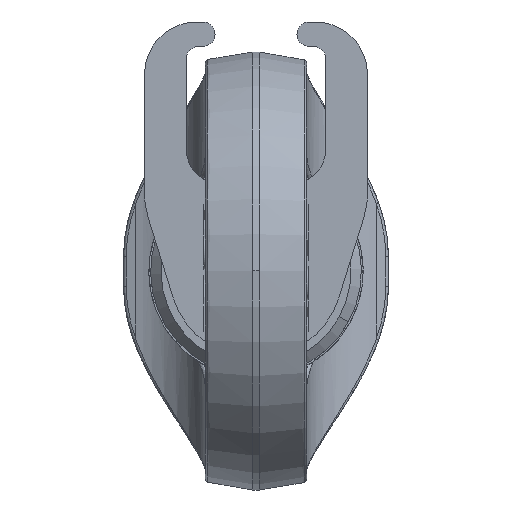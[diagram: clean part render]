
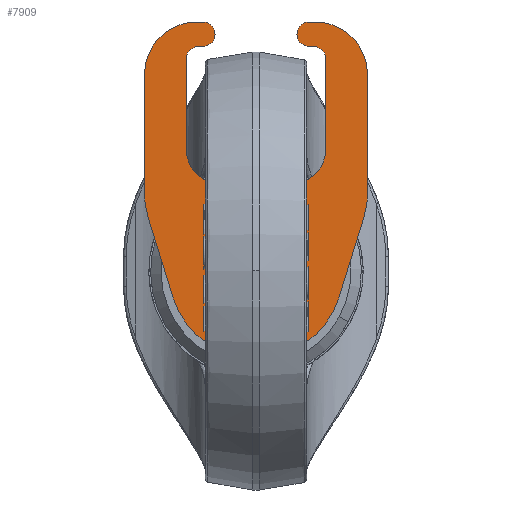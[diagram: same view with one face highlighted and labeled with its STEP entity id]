
A CAD part, top view. The second image highlights one B-rep face of the part: STEP entity #7909.
In plain terms, the highlighted planar face has unit normal (0, 0, 1).
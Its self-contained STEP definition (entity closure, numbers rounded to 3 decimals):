
#7341=CARTESIAN_POINT('Vertex',(32.,56.5,-15.8)) ;
#7355=CARTESIAN_POINT('Vertex',(17.,71.5,-15.8)) ;
#7358=CARTESIAN_POINT('Axis2P3D Location',(17.,56.5,-15.8)) ;
#7381=CARTESIAN_POINT('Vertex',(32.,22.605,-15.8)) ;
#7389=CARTESIAN_POINT('Line Origine',(32.,39.553,-15.8)) ;
#7734=CARTESIAN_POINT('Vertex',(15.25,71.5,-15.8)) ;
#7737=CARTESIAN_POINT('Line Origine',(16.125,71.5,-15.8)) ;
#7749=CARTESIAN_POINT('Axis2P3D Location',(0.,0.,-15.8)) ;
#7754=CARTESIAN_POINT('Axis2P3D Location',(15.25,68.,-15.8)) ;
#7758=CARTESIAN_POINT('Vertex',(15.25,64.5,-15.8)) ;
#7761=CARTESIAN_POINT('Line Origine',(15.875,64.5,-15.8)) ;
#7765=CARTESIAN_POINT('Vertex',(16.5,64.5,-15.8)) ;
#7768=CARTESIAN_POINT('Axis2P3D Location',(16.5,61.,-15.8)) ;
#7772=CARTESIAN_POINT('Vertex',(20.,61.,-15.8)) ;
#7775=CARTESIAN_POINT('Line Origine',(20.,48.,-15.8)) ;
#7779=CARTESIAN_POINT('Vertex',(20.,35.,-15.8)) ;
#7782=CARTESIAN_POINT('Axis2P3D Location',(10.,35.,-15.8)) ;
#7786=CARTESIAN_POINT('Vertex',(10.,25.,-15.8)) ;
#7789=CARTESIAN_POINT('Line Origine',(0.,25.,-15.8)) ;
#7793=CARTESIAN_POINT('Vertex',(-10.,25.,-15.8)) ;
#7796=CARTESIAN_POINT('Axis2P3D Location',(-10.,35.,-15.8)) ;
#7800=CARTESIAN_POINT('Vertex',(-20.,35.,-15.8)) ;
#7803=CARTESIAN_POINT('Line Origine',(-20.,48.,-15.8)) ;
#7807=CARTESIAN_POINT('Vertex',(-20.,61.,-15.8)) ;
#7810=CARTESIAN_POINT('Axis2P3D Location',(-16.5,61.,-15.8)) ;
#7814=CARTESIAN_POINT('Vertex',(-16.5,64.5,-15.8)) ;
#7817=CARTESIAN_POINT('Line Origine',(-15.875,64.5,-15.8)) ;
#7821=CARTESIAN_POINT('Vertex',(-15.25,64.5,-15.8)) ;
#7824=CARTESIAN_POINT('Axis2P3D Location',(-15.25,68.,-15.8)) ;
#7828=CARTESIAN_POINT('Vertex',(-15.25,71.5,-15.8)) ;
#7831=CARTESIAN_POINT('Line Origine',(-16.125,71.5,-15.8)) ;
#7835=CARTESIAN_POINT('Vertex',(-17.,71.5,-15.8)) ;
#7838=CARTESIAN_POINT('Axis2P3D Location',(-17.,56.5,-15.8)) ;
#7842=CARTESIAN_POINT('Vertex',(-32.,56.5,-15.8)) ;
#7845=CARTESIAN_POINT('Line Origine',(-32.,39.553,-15.8)) ;
#7849=CARTESIAN_POINT('Vertex',(-32.,22.605,-15.8)) ;
#7852=CARTESIAN_POINT('Axis2P3D Location',(-7.,22.605,-15.8)) ;
#7856=CARTESIAN_POINT('Vertex',(-30.881,15.21,-15.8)) ;
#7859=CARTESIAN_POINT('Line Origine',(-27.381,3.908,-15.8)) ;
#7863=CARTESIAN_POINT('Vertex',(-23.881,-7.395,-15.8)) ;
#7866=CARTESIAN_POINT('Axis2P3D Location',(0.,0.,-15.8)) ;
#7870=CARTESIAN_POINT('Vertex',(23.881,-7.395,-15.8)) ;
#7873=CARTESIAN_POINT('Line Origine',(27.381,3.908,-15.8)) ;
#7877=CARTESIAN_POINT('Vertex',(30.881,15.21,-15.8)) ;
#7880=CARTESIAN_POINT('Axis2P3D Location',(7.,22.605,-15.8)) ;
#7359=DIRECTION('Axis2P3D Direction',(0.,0.,1.)) ;
#7390=DIRECTION('Vector Direction',(0.,1.,0.)) ;
#7738=DIRECTION('Vector Direction',(-1.,0.,0.)) ;
#7750=DIRECTION('Axis2P3D Direction',(0.,0.,1.)) ;
#7751=DIRECTION('Axis2P3D XDirection',(0.,-1.,0.)) ;
#7755=DIRECTION('Axis2P3D Direction',(0.,0.,1.)) ;
#7762=DIRECTION('Vector Direction',(1.,0.,0.)) ;
#7769=DIRECTION('Axis2P3D Direction',(0.,0.,1.)) ;
#7776=DIRECTION('Vector Direction',(0.,-1.,0.)) ;
#7783=DIRECTION('Axis2P3D Direction',(0.,0.,1.)) ;
#7790=DIRECTION('Vector Direction',(-1.,0.,0.)) ;
#7797=DIRECTION('Axis2P3D Direction',(0.,0.,1.)) ;
#7804=DIRECTION('Vector Direction',(0.,1.,0.)) ;
#7811=DIRECTION('Axis2P3D Direction',(0.,0.,1.)) ;
#7818=DIRECTION('Vector Direction',(1.,0.,0.)) ;
#7825=DIRECTION('Axis2P3D Direction',(0.,0.,1.)) ;
#7832=DIRECTION('Vector Direction',(-1.,0.,0.)) ;
#7839=DIRECTION('Axis2P3D Direction',(0.,0.,1.)) ;
#7846=DIRECTION('Vector Direction',(0.,-1.,0.)) ;
#7853=DIRECTION('Axis2P3D Direction',(0.,0.,1.)) ;
#7860=DIRECTION('Vector Direction',(-0.296,0.955,0.)) ;
#7867=DIRECTION('Axis2P3D Direction',(0.,0.,1.)) ;
#7874=DIRECTION('Vector Direction',(-0.296,-0.955,0.)) ;
#7881=DIRECTION('Axis2P3D Direction',(0.,0.,1.)) ;
#7360=AXIS2_PLACEMENT_3D('Circle Axis2P3D',#7358,#7359,$) ;
#7752=AXIS2_PLACEMENT_3D('Plane Axis2P3D',#7749,#7750,#7751) ;
#7756=AXIS2_PLACEMENT_3D('Circle Axis2P3D',#7754,#7755,$) ;
#7770=AXIS2_PLACEMENT_3D('Circle Axis2P3D',#7768,#7769,$) ;
#7784=AXIS2_PLACEMENT_3D('Circle Axis2P3D',#7782,#7783,$) ;
#7798=AXIS2_PLACEMENT_3D('Circle Axis2P3D',#7796,#7797,$) ;
#7812=AXIS2_PLACEMENT_3D('Circle Axis2P3D',#7810,#7811,$) ;
#7826=AXIS2_PLACEMENT_3D('Circle Axis2P3D',#7824,#7825,$) ;
#7840=AXIS2_PLACEMENT_3D('Circle Axis2P3D',#7838,#7839,$) ;
#7854=AXIS2_PLACEMENT_3D('Circle Axis2P3D',#7852,#7853,$) ;
#7868=AXIS2_PLACEMENT_3D('Circle Axis2P3D',#7866,#7867,$) ;
#7882=AXIS2_PLACEMENT_3D('Circle Axis2P3D',#7880,#7881,$) ;
#7886=ORIENTED_EDGE('',*,*,#7362,.T.) ;
#7887=ORIENTED_EDGE('',*,*,#7741,.T.) ;
#7888=ORIENTED_EDGE('',*,*,#7760,.T.) ;
#7889=ORIENTED_EDGE('',*,*,#7767,.T.) ;
#7890=ORIENTED_EDGE('',*,*,#7774,.T.) ;
#7891=ORIENTED_EDGE('',*,*,#7781,.T.) ;
#7892=ORIENTED_EDGE('',*,*,#7788,.T.) ;
#7893=ORIENTED_EDGE('',*,*,#7795,.T.) ;
#7894=ORIENTED_EDGE('',*,*,#7802,.T.) ;
#7895=ORIENTED_EDGE('',*,*,#7809,.T.) ;
#7896=ORIENTED_EDGE('',*,*,#7816,.T.) ;
#7897=ORIENTED_EDGE('',*,*,#7823,.T.) ;
#7898=ORIENTED_EDGE('',*,*,#7830,.T.) ;
#7899=ORIENTED_EDGE('',*,*,#7837,.T.) ;
#7900=ORIENTED_EDGE('',*,*,#7844,.T.) ;
#7901=ORIENTED_EDGE('',*,*,#7851,.T.) ;
#7902=ORIENTED_EDGE('',*,*,#7858,.T.) ;
#7903=ORIENTED_EDGE('',*,*,#7865,.T.) ;
#7904=ORIENTED_EDGE('',*,*,#7872,.T.) ;
#7905=ORIENTED_EDGE('',*,*,#7879,.T.) ;
#7906=ORIENTED_EDGE('',*,*,#7884,.T.) ;
#7907=ORIENTED_EDGE('',*,*,#7393,.T.) ;
#7391=VECTOR('Line Direction',#7390,1.) ;
#7739=VECTOR('Line Direction',#7738,1.) ;
#7763=VECTOR('Line Direction',#7762,1.) ;
#7777=VECTOR('Line Direction',#7776,1.) ;
#7791=VECTOR('Line Direction',#7790,1.) ;
#7805=VECTOR('Line Direction',#7804,1.) ;
#7819=VECTOR('Line Direction',#7818,1.) ;
#7833=VECTOR('Line Direction',#7832,1.) ;
#7847=VECTOR('Line Direction',#7846,1.) ;
#7861=VECTOR('Line Direction',#7860,1.) ;
#7875=VECTOR('Line Direction',#7874,1.) ;
#7909=ADVANCED_FACE('\X2\52A05DE55716\X0\(\X2\53D66D8893105EA6\X0\)',(#7908),#7753,.T.) ;
#7361=CIRCLE('generated circle',#7360,15.) ;
#7757=CIRCLE('generated circle',#7756,3.5) ;
#7771=CIRCLE('generated circle',#7770,3.5) ;
#7785=CIRCLE('generated circle',#7784,10.) ;
#7799=CIRCLE('generated circle',#7798,10.) ;
#7813=CIRCLE('generated circle',#7812,3.5) ;
#7827=CIRCLE('generated circle',#7826,3.5) ;
#7841=CIRCLE('generated circle',#7840,15.) ;
#7855=CIRCLE('generated circle',#7854,25.) ;
#7869=CIRCLE('generated circle',#7868,25.) ;
#7883=CIRCLE('generated circle',#7882,25.) ;
#7362=EDGE_CURVE('',#7342,#7356,#7361,.T.) ;
#7393=EDGE_CURVE('',#7382,#7342,#7392,.T.) ;
#7741=EDGE_CURVE('',#7356,#7735,#7740,.T.) ;
#7760=EDGE_CURVE('',#7735,#7759,#7757,.T.) ;
#7767=EDGE_CURVE('',#7759,#7766,#7764,.T.) ;
#7774=EDGE_CURVE('',#7766,#7773,#7771,.F.) ;
#7781=EDGE_CURVE('',#7773,#7780,#7778,.T.) ;
#7788=EDGE_CURVE('',#7780,#7787,#7785,.F.) ;
#7795=EDGE_CURVE('',#7787,#7794,#7792,.T.) ;
#7802=EDGE_CURVE('',#7794,#7801,#7799,.F.) ;
#7809=EDGE_CURVE('',#7801,#7808,#7806,.T.) ;
#7816=EDGE_CURVE('',#7808,#7815,#7813,.F.) ;
#7823=EDGE_CURVE('',#7815,#7822,#7820,.T.) ;
#7830=EDGE_CURVE('',#7822,#7829,#7827,.T.) ;
#7837=EDGE_CURVE('',#7829,#7836,#7834,.T.) ;
#7844=EDGE_CURVE('',#7836,#7843,#7841,.T.) ;
#7851=EDGE_CURVE('',#7843,#7850,#7848,.T.) ;
#7858=EDGE_CURVE('',#7850,#7857,#7855,.T.) ;
#7865=EDGE_CURVE('',#7857,#7864,#7862,.F.) ;
#7872=EDGE_CURVE('',#7864,#7871,#7869,.T.) ;
#7879=EDGE_CURVE('',#7871,#7878,#7876,.F.) ;
#7884=EDGE_CURVE('',#7878,#7382,#7883,.T.) ;
#7885=EDGE_LOOP('',(#7886,#7887,#7888,#7889,#7890,#7891,#7892,#7893,#7894,#7895,#7896,#7897,#7898,#7899,#7900,#7901,#7902,#7903,#7904,#7905,#7906,#7907)) ;
#7908=FACE_OUTER_BOUND('',#7885,.T.) ;
#7392=LINE('Line',#7389,#7391) ;
#7740=LINE('Line',#7737,#7739) ;
#7764=LINE('Line',#7761,#7763) ;
#7778=LINE('Line',#7775,#7777) ;
#7792=LINE('Line',#7789,#7791) ;
#7806=LINE('Line',#7803,#7805) ;
#7820=LINE('Line',#7817,#7819) ;
#7834=LINE('Line',#7831,#7833) ;
#7848=LINE('Line',#7845,#7847) ;
#7862=LINE('Line',#7859,#7861) ;
#7876=LINE('Line',#7873,#7875) ;
#7753=PLANE('',#7752) ;
#7342=VERTEX_POINT('',#7341) ;
#7356=VERTEX_POINT('',#7355) ;
#7382=VERTEX_POINT('',#7381) ;
#7735=VERTEX_POINT('',#7734) ;
#7759=VERTEX_POINT('',#7758) ;
#7766=VERTEX_POINT('',#7765) ;
#7773=VERTEX_POINT('',#7772) ;
#7780=VERTEX_POINT('',#7779) ;
#7787=VERTEX_POINT('',#7786) ;
#7794=VERTEX_POINT('',#7793) ;
#7801=VERTEX_POINT('',#7800) ;
#7808=VERTEX_POINT('',#7807) ;
#7815=VERTEX_POINT('',#7814) ;
#7822=VERTEX_POINT('',#7821) ;
#7829=VERTEX_POINT('',#7828) ;
#7836=VERTEX_POINT('',#7835) ;
#7843=VERTEX_POINT('',#7842) ;
#7850=VERTEX_POINT('',#7849) ;
#7857=VERTEX_POINT('',#7856) ;
#7864=VERTEX_POINT('',#7863) ;
#7871=VERTEX_POINT('',#7870) ;
#7878=VERTEX_POINT('',#7877) ;
